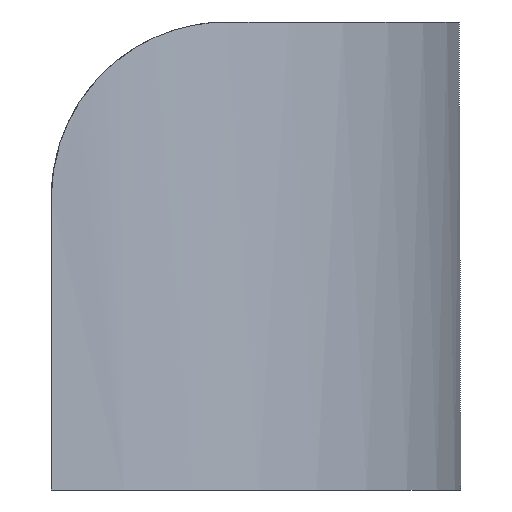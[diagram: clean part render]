
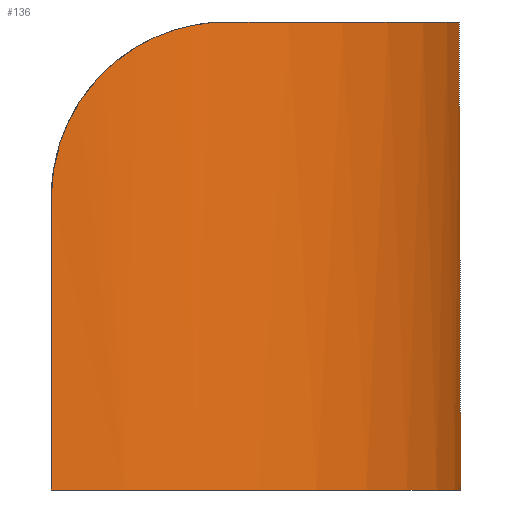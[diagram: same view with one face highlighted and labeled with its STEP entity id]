
A CAD part, left-side view. The second image highlights one B-rep face of the part: STEP entity #136.
In plain terms, the highlighted cylindrical face has radius 24.13 mm (diameter 48.26 mm), a partial arc.
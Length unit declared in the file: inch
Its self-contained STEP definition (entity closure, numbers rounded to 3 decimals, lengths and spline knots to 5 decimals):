
#15=B_SPLINE_CURVE_WITH_KNOTS('',3,(#215,#216,#217,#218,#219,#220,#221,
#222,#223,#224),.UNSPECIFIED.,.F.,.F.,(4,2,2,2,4),(3.20536,3.56336,
3.92136,4.30319,4.68502),.UNSPECIFIED.);
#17=B_SPLINE_CURVE_WITH_KNOTS('',3,(#243,#244,#245,#246,#247,#248,#249,
#250,#251,#252),.UNSPECIFIED.,.F.,.F.,(4,2,2,2,4),(-4.68502,-4.30319,
-3.92136,-3.56336,-3.20536),.UNSPECIFIED.);
#20=CYLINDRICAL_SURFACE('',#154,0.95);
#26=FACE_OUTER_BOUND('',#34,.T.);
#34=EDGE_LOOP('',(#105,#106,#107,#108,#109,#110));
#40=CIRCLE('',#151,0.95);
#41=CIRCLE('',#155,0.95);
#47=LINE('',#212,#57);
#49=LINE('',#241,#59);
#57=VECTOR('',#175,0.625);
#59=VECTOR('',#181,0.625);
#64=VERTEX_POINT('',#200);
#66=VERTEX_POINT('',#204);
#67=VERTEX_POINT('',#208);
#69=VERTEX_POINT('',#214);
#71=VERTEX_POINT('',#240);
#72=VERTEX_POINT('',#242);
#78=EDGE_CURVE('',#64,#66,#40,.T.);
#81=EDGE_CURVE('',#64,#67,#47,.T.);
#82=EDGE_CURVE('',#67,#69,#15,.T.);
#85=EDGE_CURVE('',#71,#66,#49,.T.);
#86=EDGE_CURVE('',#72,#71,#17,.T.);
#87=EDGE_CURVE('',#72,#69,#41,.T.);
#105=ORIENTED_EDGE('',*,*,#82,.F.);
#106=ORIENTED_EDGE('',*,*,#81,.F.);
#107=ORIENTED_EDGE('',*,*,#78,.T.);
#108=ORIENTED_EDGE('',*,*,#85,.F.);
#109=ORIENTED_EDGE('',*,*,#86,.F.);
#110=ORIENTED_EDGE('',*,*,#87,.T.);
#136=ADVANCED_FACE('',(#26),#20,.T.);
#151=AXIS2_PLACEMENT_3D('',#206,#169,#170);
#154=AXIS2_PLACEMENT_3D('',#239,#179,#180);
#155=AXIS2_PLACEMENT_3D('',#253,#182,#183);
#169=DIRECTION('center_axis',(0.,0.,1.));
#170=DIRECTION('ref_axis',(-0.997,-0.079,0.));
#175=DIRECTION('',(0.,0.,1.));
#179=DIRECTION('center_axis',(0.,0.,1.));
#180=DIRECTION('ref_axis',(1.,0.,0.));
#181=DIRECTION('',(0.,0.,-1.));
#182=DIRECTION('center_axis',(0.,0.,-1.));
#183=DIRECTION('ref_axis',(0.881,-0.474,0.));
#200=CARTESIAN_POINT('',(-0.94703,-0.075,0.));
#204=CARTESIAN_POINT('',(0.94703,-0.075,0.));
#206=CARTESIAN_POINT('Origin',(0.,0.,0.));
#208=CARTESIAN_POINT('',(-0.94703,-0.075,0.625));
#212=CARTESIAN_POINT('',(-0.94703,-0.075,0.));
#214=CARTESIAN_POINT('',(-0.83666,-0.45,1.));
#215=CARTESIAN_POINT('Ctrl Pts',(-0.94703,-0.075,0.625));
#216=CARTESIAN_POINT('Ctrl Pts',(-0.94703,-0.075,0.67198));
#217=CARTESIAN_POINT('Ctrl Pts',(-0.94644,-0.08438,
0.72209));
#218=CARTESIAN_POINT('Ctrl Pts',(-0.94228,-0.12239,0.81416));
#219=CARTESIAN_POINT('Ctrl Pts',(-0.93851,-0.15103,
0.85611));
#220=CARTESIAN_POINT('Ctrl Pts',(-0.92515,-0.21877,
0.92437));
#221=CARTESIAN_POINT('Ctrl Pts',(-0.91424,-0.26289,
0.95388));
#222=CARTESIAN_POINT('Ctrl Pts',(-0.88196,-0.3565,0.99165));
#223=CARTESIAN_POINT('Ctrl Pts',(-0.8604,-0.40587,
1.));
#224=CARTESIAN_POINT('Ctrl Pts',(-0.83666,-0.45,1.));
#239=CARTESIAN_POINT('Origin',(0.,0.,0.));
#240=CARTESIAN_POINT('',(0.94703,-0.075,0.625));
#241=CARTESIAN_POINT('',(0.94703,-0.075,0.625));
#242=CARTESIAN_POINT('',(0.83666,-0.45,1.));
#243=CARTESIAN_POINT('Ctrl Pts',(0.83666,-0.45,1.));
#244=CARTESIAN_POINT('Ctrl Pts',(0.8604,-0.40587,1.));
#245=CARTESIAN_POINT('Ctrl Pts',(0.88196,-0.3565,0.99165));
#246=CARTESIAN_POINT('Ctrl Pts',(0.91424,-0.26289,0.95388));
#247=CARTESIAN_POINT('Ctrl Pts',(0.92515,-0.21877,0.92437));
#248=CARTESIAN_POINT('Ctrl Pts',(0.93851,-0.15103,0.85611));
#249=CARTESIAN_POINT('Ctrl Pts',(0.94228,-0.12239,0.81416));
#250=CARTESIAN_POINT('Ctrl Pts',(0.94644,-0.08438,
0.72209));
#251=CARTESIAN_POINT('Ctrl Pts',(0.94703,-0.075,0.67198));
#252=CARTESIAN_POINT('Ctrl Pts',(0.94703,-0.075,0.625));
#253=CARTESIAN_POINT('Origin',(0.,0.,1.));
